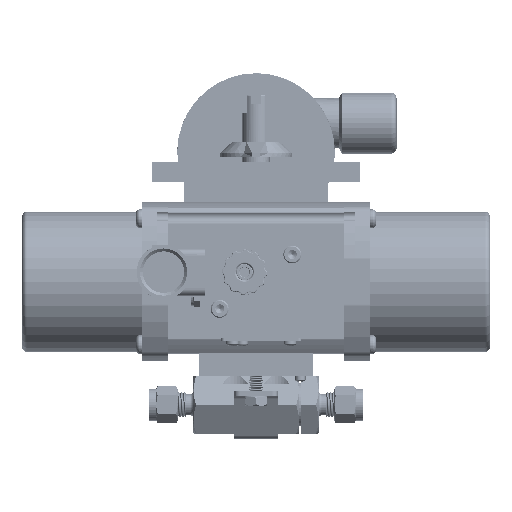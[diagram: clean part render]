
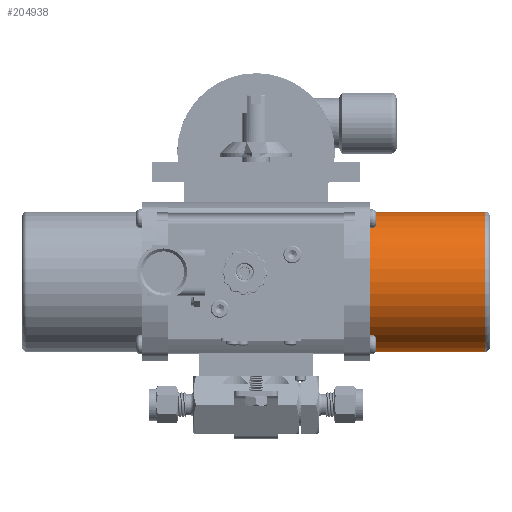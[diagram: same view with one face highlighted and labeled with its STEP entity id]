
A CAD part, top view. The second image highlights one B-rep face of the part: STEP entity #204938.
In plain terms, the highlighted cylindrical face has radius 30.963 mm (diameter 61.925 mm), a partial arc.
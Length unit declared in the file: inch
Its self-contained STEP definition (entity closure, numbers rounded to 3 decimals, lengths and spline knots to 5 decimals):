
#1420 = DIRECTION ( 'NONE',  ( -1., 0., 0. ) ) ;
#12533 = EDGE_LOOP ( 'NONE', ( #211658, #129299, #208364, #99586 ) ) ;
#18985 = DIRECTION ( 'NONE',  ( 0., 1., 0. ) ) ;
#19383 = EDGE_CURVE ( 'NONE', #62572, #172046, #163008, .T. ) ;
#22236 = VERTEX_POINT ( 'NONE', #120729 ) ;
#34384 = AXIS2_PLACEMENT_3D ( 'NONE', #198318, #93681, #215863 ) ;
#36608 = CARTESIAN_POINT ( 'NONE',  ( 1.7145, 2.136, 0. ) ) ;
#38643 = VECTOR ( 'NONE', #72219, 39.37008 ) ;
#41192 = CARTESIAN_POINT ( 'NONE',  ( 1.8575, 3.355, 0. ) ) ;
#41862 = EDGE_CURVE ( 'NONE', #63531, #22236, #151778, .T. ) ;
#57586 = LINE ( 'NONE', #157679, #139636 ) ;
#62572 = VERTEX_POINT ( 'NONE', #225109 ) ;
#62616 = CYLINDRICAL_SURFACE ( 'NONE', #182217, 1.219 ) ;
#63531 = VERTEX_POINT ( 'NONE', #41192 ) ;
#64327 = AXIS2_PLACEMENT_3D ( 'NONE', #194532, #89858, #212107 ) ;
#70931 = CARTESIAN_POINT ( 'NONE',  ( 3.9725, 3.355, 0. ) ) ;
#72219 = DIRECTION ( 'NONE',  ( -1., 0., 0. ) ) ;
#79037 = FACE_OUTER_BOUND ( 'NONE', #12533, .T. ) ;
#87228 = DIRECTION ( 'NONE',  ( -1., 0., 0. ) ) ;
#89763 = CARTESIAN_POINT ( 'NONE',  ( 1.7145, 3.355, 0. ) ) ;
#89858 = DIRECTION ( 'NONE',  ( -1., 0., 0. ) ) ;
#93681 = DIRECTION ( 'NONE',  ( 1., 0., 0. ) ) ;
#96129 = LINE ( 'NONE', #89763, #38643 ) ;
#99586 = ORIENTED_EDGE ( 'NONE', *, *, #41862, .T. ) ;
#120729 = CARTESIAN_POINT ( 'NONE',  ( 1.8575, 0.917, 0. ) ) ;
#129299 = ORIENTED_EDGE ( 'NONE', *, *, #19383, .T. ) ;
#139636 = VECTOR ( 'NONE', #87228, 39.37008 ) ;
#142358 = EDGE_CURVE ( 'NONE', #62572, #22236, #57586, .T. ) ;
#151778 = CIRCLE ( 'NONE', #34384, 1.219 ) ;
#157679 = CARTESIAN_POINT ( 'NONE',  ( 1.7145, 0.917, 0. ) ) ;
#163008 = CIRCLE ( 'NONE', #64327, 1.219 ) ;
#172046 = VERTEX_POINT ( 'NONE', #70931 ) ;
#182217 = AXIS2_PLACEMENT_3D ( 'NONE', #36608, #1420, #18985 ) ;
#194532 = CARTESIAN_POINT ( 'NONE',  ( 3.9725, 2.136, 0. ) ) ;
#198318 = CARTESIAN_POINT ( 'NONE',  ( 1.8575, 2.136, 0. ) ) ;
#204938 = ADVANCED_FACE ( 'NONE', ( #79037 ), #62616, .T. ) ;
#208364 = ORIENTED_EDGE ( 'NONE', *, *, #219730, .T. ) ;
#211658 = ORIENTED_EDGE ( 'NONE', *, *, #142358, .F. ) ;
#212107 = DIRECTION ( 'NONE',  ( 0., -1., 0. ) ) ;
#215863 = DIRECTION ( 'NONE',  ( 0., -1., 0. ) ) ;
#219730 = EDGE_CURVE ( 'NONE', #172046, #63531, #96129, .T. ) ;
#225109 = CARTESIAN_POINT ( 'NONE',  ( 3.9725, 0.917, 0. ) ) ;
